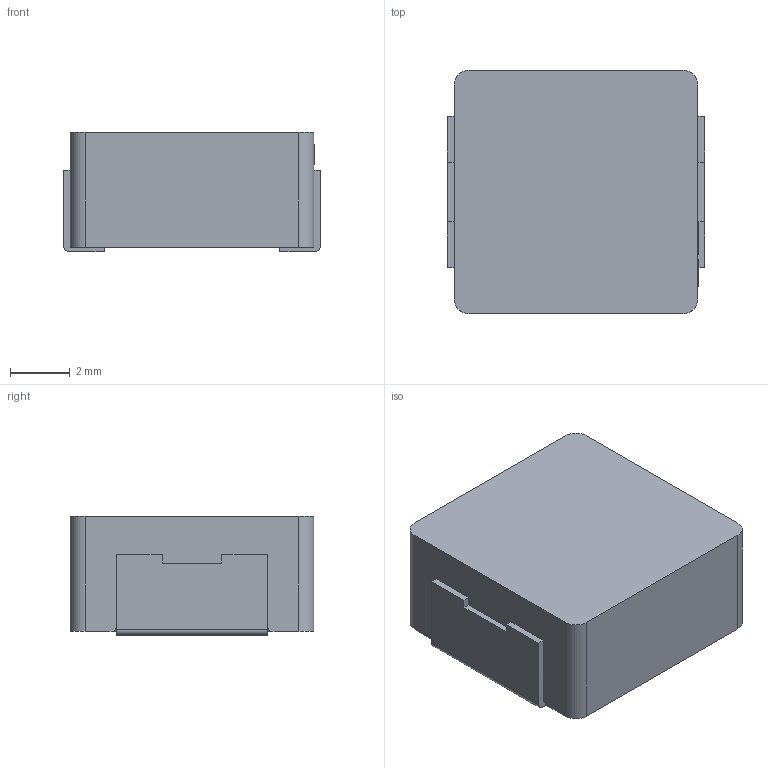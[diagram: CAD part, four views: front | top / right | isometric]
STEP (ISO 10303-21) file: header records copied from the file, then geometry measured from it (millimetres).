
FILE_DESCRIPTION (( 'STEP AP214' ), '1' );
FILE_NAME ('IND-SMD_L8.2-W8.2.step', '2022-07-09T00:58:10', ( '' ), ( '' ), 'SwSTEP 2.0', 'SolidWorks 2020', '' );
FILE_SCHEMA (( 'AUTOMOTIVE_DESIGN' ));
Length unit declared in the file: millimetre
Products named in the file (1): IND-SMD_L8.2-W8.2
Bounding box: 8.64 x 8.18 x 4 mm (x, y, z)
Volume: 264.8 mm3; surface area: 340.1 mm2
Topology: 3 solids, 3 shells, 327 faces, 885 edges, 590 vertices
Faces by surface type: plane 209, bspline 112, cylinder 6
Entity records: 15032 total; most frequent: CARTESIAN_POINT 3907, ORIENTED_EDGE 1770, DIRECTION 1101, EDGE_CURVE 885, VECTOR 645, LINE 645, VERTEX_POINT 590, EDGE_LOOP 353
